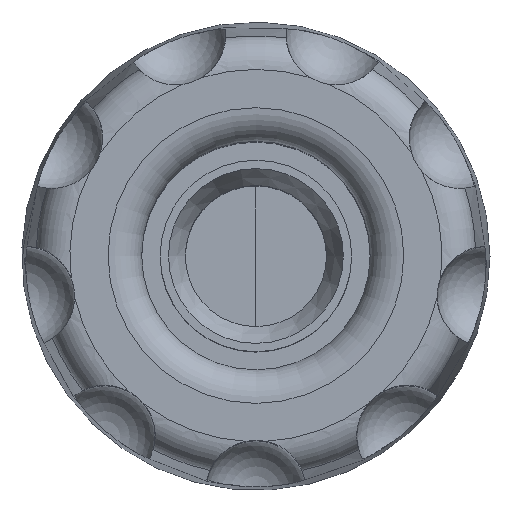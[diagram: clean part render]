
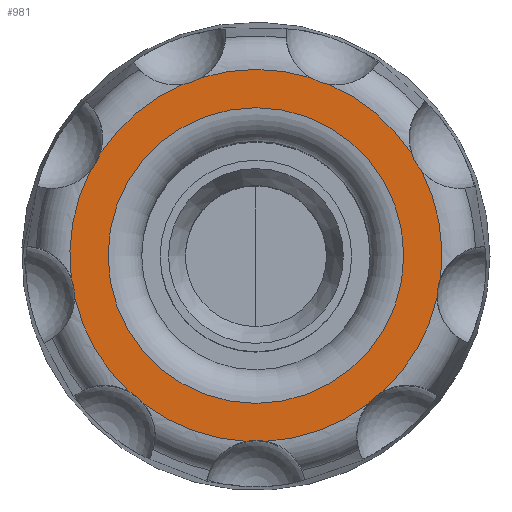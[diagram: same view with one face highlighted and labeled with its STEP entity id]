
A CAD part, top view. The second image highlights one B-rep face of the part: STEP entity #981.
In plain terms, the highlighted planar face has unit normal (0, 0, 1).
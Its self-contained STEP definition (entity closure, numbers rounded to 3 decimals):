
#132=PLANE($,#1127);
#162=FACE_BOUND($,#324,.T.);
#228=FACE_OUTER_BOUND($,#323,.T.);
#323=EDGE_LOOP($,(#868,#869,#870,#871,#872,#873,#874,#875,#876,#877,#878,
#879,#880,#881,#882,#883,#884,#885));
#324=EDGE_LOOP($,(#886));
#362=CIRCLE($,#1062,1.5);
#364=CIRCLE($,#1066,1.5);
#366=CIRCLE($,#1070,1.5);
#368=CIRCLE($,#1074,1.5);
#370=CIRCLE($,#1078,1.5);
#372=CIRCLE($,#1082,1.5);
#374=CIRCLE($,#1086,1.5);
#376=CIRCLE($,#1090,1.5);
#378=CIRCLE($,#1094,1.5);
#389=CIRCLE($,#1107,5.538);
#390=CIRCLE($,#1109,5.538);
#391=CIRCLE($,#1111,5.538);
#392=CIRCLE($,#1113,5.538);
#393=CIRCLE($,#1115,5.538);
#394=CIRCLE($,#1117,5.538);
#395=CIRCLE($,#1119,5.538);
#396=CIRCLE($,#1121,5.538);
#398=CIRCLE($,#1124,4.4);
#400=CIRCLE($,#1128,5.538);
#440=VERTEX_POINT($,#1650);
#441=VERTEX_POINT($,#1665);
#446=VERTEX_POINT($,#1730);
#447=VERTEX_POINT($,#1745);
#452=VERTEX_POINT($,#1810);
#453=VERTEX_POINT($,#1825);
#458=VERTEX_POINT($,#1890);
#459=VERTEX_POINT($,#1905);
#464=VERTEX_POINT($,#1970);
#465=VERTEX_POINT($,#1985);
#470=VERTEX_POINT($,#2050);
#471=VERTEX_POINT($,#2065);
#476=VERTEX_POINT($,#2130);
#477=VERTEX_POINT($,#2145);
#482=VERTEX_POINT($,#2210);
#483=VERTEX_POINT($,#2225);
#488=VERTEX_POINT($,#2290);
#489=VERTEX_POINT($,#2305);
#493=VERTEX_POINT($,#2359);
#545=EDGE_CURVE($,#441,#440,#362,.T.);
#552=EDGE_CURVE($,#447,#446,#364,.T.);
#559=EDGE_CURVE($,#453,#452,#366,.T.);
#566=EDGE_CURVE($,#459,#458,#368,.T.);
#573=EDGE_CURVE($,#465,#464,#370,.T.);
#580=EDGE_CURVE($,#471,#470,#372,.T.);
#587=EDGE_CURVE($,#477,#476,#374,.T.);
#594=EDGE_CURVE($,#483,#482,#376,.T.);
#601=EDGE_CURVE($,#489,#488,#378,.T.);
#614=EDGE_CURVE($,#441,#488,#389,.T.);
#615=EDGE_CURVE($,#447,#482,#390,.T.);
#616=EDGE_CURVE($,#453,#476,#391,.T.);
#617=EDGE_CURVE($,#459,#470,#392,.T.);
#618=EDGE_CURVE($,#489,#464,#393,.T.);
#619=EDGE_CURVE($,#465,#458,#394,.T.);
#620=EDGE_CURVE($,#471,#452,#395,.T.);
#621=EDGE_CURVE($,#477,#446,#396,.T.);
#623=EDGE_CURVE($,#493,#493,#398,.T.);
#625=EDGE_CURVE($,#483,#440,#400,.T.);
#868=ORIENTED_EDGE($,*,*,#545,.T.);
#869=ORIENTED_EDGE($,*,*,#625,.F.);
#870=ORIENTED_EDGE($,*,*,#594,.T.);
#871=ORIENTED_EDGE($,*,*,#615,.F.);
#872=ORIENTED_EDGE($,*,*,#552,.T.);
#873=ORIENTED_EDGE($,*,*,#621,.F.);
#874=ORIENTED_EDGE($,*,*,#587,.T.);
#875=ORIENTED_EDGE($,*,*,#616,.F.);
#876=ORIENTED_EDGE($,*,*,#559,.T.);
#877=ORIENTED_EDGE($,*,*,#620,.F.);
#878=ORIENTED_EDGE($,*,*,#580,.T.);
#879=ORIENTED_EDGE($,*,*,#617,.F.);
#880=ORIENTED_EDGE($,*,*,#566,.T.);
#881=ORIENTED_EDGE($,*,*,#619,.F.);
#882=ORIENTED_EDGE($,*,*,#573,.T.);
#883=ORIENTED_EDGE($,*,*,#618,.F.);
#884=ORIENTED_EDGE($,*,*,#601,.T.);
#885=ORIENTED_EDGE($,*,*,#614,.F.);
#886=ORIENTED_EDGE($,*,*,#623,.F.);
#981=ADVANCED_FACE($,(#228,#162),#132,.T.);
#1062=AXIS2_PLACEMENT_3D($,#1666,#1281,#1282);
#1066=AXIS2_PLACEMENT_3D($,#1746,#1289,#1290);
#1070=AXIS2_PLACEMENT_3D($,#1826,#1297,#1298);
#1074=AXIS2_PLACEMENT_3D($,#1906,#1305,#1306);
#1078=AXIS2_PLACEMENT_3D($,#1986,#1313,#1314);
#1082=AXIS2_PLACEMENT_3D($,#2066,#1321,#1322);
#1086=AXIS2_PLACEMENT_3D($,#2146,#1329,#1330);
#1090=AXIS2_PLACEMENT_3D($,#2226,#1337,#1338);
#1094=AXIS2_PLACEMENT_3D($,#2306,#1345,#1346);
#1107=AXIS2_PLACEMENT_3D($,#2341,#1371,#1372);
#1109=AXIS2_PLACEMENT_3D($,#2343,#1375,#1376);
#1111=AXIS2_PLACEMENT_3D($,#2345,#1379,#1380);
#1113=AXIS2_PLACEMENT_3D($,#2347,#1383,#1384);
#1115=AXIS2_PLACEMENT_3D($,#2349,#1387,#1388);
#1117=AXIS2_PLACEMENT_3D($,#2351,#1391,#1392);
#1119=AXIS2_PLACEMENT_3D($,#2353,#1395,#1396);
#1121=AXIS2_PLACEMENT_3D($,#2355,#1399,#1400);
#1124=AXIS2_PLACEMENT_3D($,#2360,#1405,#1406);
#1127=AXIS2_PLACEMENT_3D($,#2364,#1411,#1412);
#1128=AXIS2_PLACEMENT_3D($,#2365,#1413,#1414);
#1281=DIRECTION('center_axis',(0.,0.,-1.));
#1282=DIRECTION('ref_axis',(0.174,-0.985,0.));
#1289=DIRECTION('center_axis',(0.,0.,-1.));
#1290=DIRECTION('ref_axis',(1.,0.,0.));
#1297=DIRECTION('center_axis',(0.,0.,-1.));
#1298=DIRECTION('ref_axis',(0.174,0.985,0.));
#1305=DIRECTION('center_axis',(0.,0.,-1.));
#1306=DIRECTION('ref_axis',(-0.94,0.342,0.));
#1313=DIRECTION('center_axis',(0.,0.,-1.));
#1314=DIRECTION('ref_axis',(-0.94,-0.342,0.));
#1321=DIRECTION('center_axis',(0.,0.,-1.));
#1322=DIRECTION('ref_axis',(-0.5,0.866,0.));
#1329=DIRECTION('center_axis',(0.,0.,-1.));
#1330=DIRECTION('ref_axis',(0.766,0.643,0.));
#1337=DIRECTION('center_axis',(0.,0.,-1.));
#1338=DIRECTION('ref_axis',(0.766,-0.643,0.));
#1345=DIRECTION('center_axis',(0.,0.,-1.));
#1346=DIRECTION('ref_axis',(-0.5,-0.866,0.));
#1371=DIRECTION('center_axis',(0.,0.,-1.));
#1372=DIRECTION('ref_axis',(-1.,0.,0.));
#1375=DIRECTION('center_axis',(0.,0.,-1.));
#1376=DIRECTION('ref_axis',(-1.,0.,0.));
#1379=DIRECTION('center_axis',(0.,0.,-1.));
#1380=DIRECTION('ref_axis',(-1.,0.,0.));
#1383=DIRECTION('center_axis',(0.,0.,-1.));
#1384=DIRECTION('ref_axis',(-1.,0.,0.));
#1387=DIRECTION('center_axis',(0.,0.,-1.));
#1388=DIRECTION('ref_axis',(-1.,0.,0.));
#1391=DIRECTION('center_axis',(0.,0.,-1.));
#1392=DIRECTION('ref_axis',(-1.,0.,0.));
#1395=DIRECTION('center_axis',(0.,0.,-1.));
#1396=DIRECTION('ref_axis',(-1.,0.,0.));
#1399=DIRECTION('center_axis',(0.,0.,-1.));
#1400=DIRECTION('ref_axis',(-1.,0.,0.));
#1405=DIRECTION('center_axis',(0.,0.,1.));
#1406=DIRECTION('ref_axis',(-1.,0.,0.));
#1411=DIRECTION('center_axis',(0.,0.,1.));
#1412=DIRECTION('ref_axis',(1.,0.,0.));
#1413=DIRECTION('center_axis',(0.,0.,-1.));
#1414=DIRECTION('ref_axis',(-1.,0.,0.));
#1650=CARTESIAN_POINT('',(-5.394,-1.253,26.3));
#1665=CARTESIAN_POINT('',(-5.497,-0.668,26.3));
#1666=CARTESIAN_POINT('Origin',(-6.894,-1.216,26.3));
#1730=CARTESIAN_POINT('',(0.297,-5.53,26.3));
#1745=CARTESIAN_POINT('',(-0.297,-5.53,26.3));
#1746=CARTESIAN_POINT('Origin',(0.,-7.,26.3));
#1810=CARTESIAN_POINT('',(5.497,-0.668,26.3));
#1825=CARTESIAN_POINT('',(5.394,-1.253,26.3));
#1826=CARTESIAN_POINT('Origin',(6.894,-1.216,26.3));
#1890=CARTESIAN_POINT('',(1.612,5.298,26.3));
#1905=CARTESIAN_POINT('',(2.171,5.095,26.3));
#1906=CARTESIAN_POINT('Origin',(2.394,6.578,26.3));
#1970=CARTESIAN_POINT('',(-2.171,5.095,26.3));
#1985=CARTESIAN_POINT('',(-1.612,5.298,26.3));
#1986=CARTESIAN_POINT('Origin',(-2.394,6.578,26.3));
#2050=CARTESIAN_POINT('',(4.64,3.022,26.3));
#2065=CARTESIAN_POINT('',(4.938,2.507,26.3));
#2066=CARTESIAN_POINT('Origin',(6.062,3.5,26.3));
#2130=CARTESIAN_POINT('',(3.782,-4.045,26.3));
#2145=CARTESIAN_POINT('',(3.327,-4.427,26.3));
#2146=CARTESIAN_POINT('Origin',(4.5,-5.362,26.3));
#2210=CARTESIAN_POINT('',(-3.327,-4.427,26.3));
#2225=CARTESIAN_POINT('',(-3.782,-4.045,26.3));
#2226=CARTESIAN_POINT('Origin',(-4.5,-5.362,26.3));
#2290=CARTESIAN_POINT('',(-4.938,2.507,26.3));
#2305=CARTESIAN_POINT('',(-4.64,3.022,26.3));
#2306=CARTESIAN_POINT('Origin',(-6.062,3.5,26.3));
#2341=CARTESIAN_POINT('Origin',(0.,0.,26.3));
#2343=CARTESIAN_POINT('Origin',(0.,0.,26.3));
#2345=CARTESIAN_POINT('Origin',(0.,0.,26.3));
#2347=CARTESIAN_POINT('Origin',(0.,0.,26.3));
#2349=CARTESIAN_POINT('Origin',(0.,0.,26.3));
#2351=CARTESIAN_POINT('Origin',(0.,0.,26.3));
#2353=CARTESIAN_POINT('Origin',(0.,0.,26.3));
#2355=CARTESIAN_POINT('Origin',(0.,0.,26.3));
#2359=CARTESIAN_POINT('',(4.4,0.,26.3));
#2360=CARTESIAN_POINT('Origin',(0.,0.,26.3));
#2364=CARTESIAN_POINT('Origin',(0.,0.,26.3));
#2365=CARTESIAN_POINT('Origin',(0.,0.,26.3));
